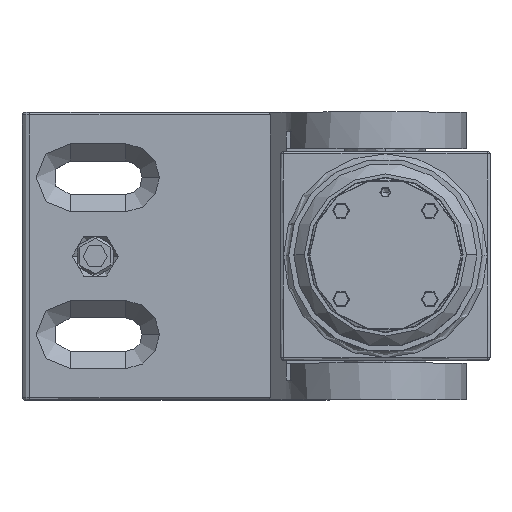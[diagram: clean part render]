
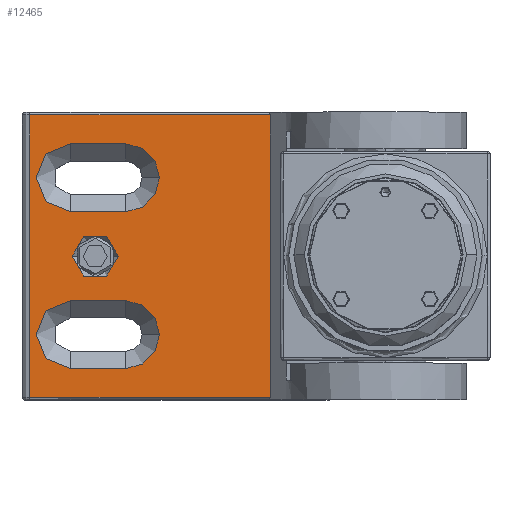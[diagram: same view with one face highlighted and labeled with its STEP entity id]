
A CAD part, top view. The second image highlights one B-rep face of the part: STEP entity #12465.
In plain terms, the highlighted planar face has unit normal (0, 0, 1).
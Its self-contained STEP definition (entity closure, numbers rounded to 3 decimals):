
#155 = VECTOR ( 'NONE', #17141, 1000. ) ;
#418 = DIRECTION ( 'NONE',  ( -1., 0., 0. ) ) ;
#442 = VECTOR ( 'NONE', #10035, 1000. ) ;
#497 = DIRECTION ( 'NONE',  ( 0., 0., 1. ) ) ;
#562 = EDGE_CURVE ( 'NONE', #4074, #21147, #13264, .T. ) ;
#733 = CARTESIAN_POINT ( 'NONE',  ( -33.3, 8.5, -17.5 ) ) ;
#1374 = DIRECTION ( 'NONE',  ( -1., 0., 0. ) ) ;
#1589 = VERTEX_POINT ( 'NONE', #13723 ) ;
#1772 = DIRECTION ( 'NONE',  ( -1., 0., 0. ) ) ;
#2069 = AXIS2_PLACEMENT_3D ( 'NONE', #24345, #24541, #10746 ) ;
#2431 = EDGE_CURVE ( 'NONE', #17679, #8910, #2700, .T. ) ;
#2700 = CIRCLE ( 'NONE', #8448, 4.4 ) ;
#2720 = CARTESIAN_POINT ( 'NONE',  ( -22.7, 15., -17.5 ) ) ;
#2894 = AXIS2_PLACEMENT_3D ( 'NONE', #13144, #10731, #12539 ) ;
#3474 = DIRECTION ( 'NONE',  ( 0., 0., -1. ) ) ;
#3624 = EDGE_CURVE ( 'NONE', #29874, #4126, #7365, .T. ) ;
#3662 = DIRECTION ( 'NONE',  ( 0., -1., 0. ) ) ;
#3752 = VERTEX_POINT ( 'NONE', #3930 ) ;
#3930 = CARTESIAN_POINT ( 'NONE',  ( -41., -27., -17.5 ) ) ;
#4074 = VERTEX_POINT ( 'NONE', #18340 ) ;
#4121 = AXIS2_PLACEMENT_3D ( 'NONE', #26651, #3474, #1374 ) ;
#4126 = VERTEX_POINT ( 'NONE', #13977 ) ;
#4745 = ORIENTED_EDGE ( 'NONE', *, *, #28867, .T. ) ;
#5410 = CARTESIAN_POINT ( 'NONE',  ( -22.7, -15., -17.5 ) ) ;
#5460 = CARTESIAN_POINT ( 'NONE',  ( 5., 27., -17.5 ) ) ;
#6213 = LINE ( 'NONE', #25971, #442 ) ;
#7046 = CARTESIAN_POINT ( 'NONE',  ( 5., -27., -17.5 ) ) ;
#7365 = CIRCLE ( 'NONE', #14860, 6.5 ) ;
#7700 = VERTEX_POINT ( 'NONE', #7046 ) ;
#7829 = DIRECTION ( 'NONE',  ( 0., 0., 1. ) ) ;
#8296 = CARTESIAN_POINT ( 'NONE',  ( -33.3, 21.5, -17.5 ) ) ;
#8448 = AXIS2_PLACEMENT_3D ( 'NONE', #21076, #21363, #418 ) ;
#8910 = VERTEX_POINT ( 'NONE', #11144 ) ;
#9122 = EDGE_CURVE ( 'NONE', #8910, #17679, #28598, .T. ) ;
#9190 = LINE ( 'NONE', #23660, #17547 ) ;
#9408 = CARTESIAN_POINT ( 'NONE',  ( -22.7, -21.5, -17.5 ) ) ;
#9497 = CARTESIAN_POINT ( 'NONE',  ( -33.3, -21.5, -17.5 ) ) ;
#10030 = VERTEX_POINT ( 'NONE', #5460 ) ;
#10035 = DIRECTION ( 'NONE',  ( 1., 0., 0. ) ) ;
#10132 = VECTOR ( 'NONE', #11729, 1000. ) ;
#10320 = ORIENTED_EDGE ( 'NONE', *, *, #13338, .F. ) ;
#10731 = DIRECTION ( 'NONE',  ( 0., 0., 1. ) ) ;
#10733 = AXIS2_PLACEMENT_3D ( 'NONE', #27053, #15543, #1772 ) ;
#10739 = ORIENTED_EDGE ( 'NONE', *, *, #18227, .F. ) ;
#10746 = DIRECTION ( 'NONE',  ( 1., 0., 0. ) ) ;
#11074 = EDGE_LOOP ( 'NONE', ( #17700, #16674, #21411, #24284, #29621 ) ) ;
#11144 = CARTESIAN_POINT ( 'NONE',  ( -32.9, 0., -17.5 ) ) ;
#11729 = DIRECTION ( 'NONE',  ( 1., 0., 0. ) ) ;
#11764 = DIRECTION ( 'NONE',  ( 1., 0., 0. ) ) ;
#11881 = ORIENTED_EDGE ( 'NONE', *, *, #18721, .F. ) ;
#11974 = ORIENTED_EDGE ( 'NONE', *, *, #23380, .T. ) ;
#12033 = CARTESIAN_POINT ( 'NONE',  ( -33.3, 15., -17.5 ) ) ;
#12465 = ADVANCED_FACE ( 'NONE', ( #26659, #27781, #26308, #12621 ), #24722, .F. ) ;
#12539 = DIRECTION ( 'NONE',  ( 1., 0., 0. ) ) ;
#12584 = ORIENTED_EDGE ( 'NONE', *, *, #2431, .T. ) ;
#12621 = FACE_BOUND ( 'NONE', #11074, .T. ) ;
#12720 = DIRECTION ( 'NONE',  ( 1., 0., 0. ) ) ;
#12756 = VECTOR ( 'NONE', #3662, 1000. ) ;
#12941 = CARTESIAN_POINT ( 'NONE',  ( -41., 27., -17.5 ) ) ;
#13144 = CARTESIAN_POINT ( 'NONE',  ( -22.7, 15., -17.5 ) ) ;
#13264 = CIRCLE ( 'NONE', #16780, 6.5 ) ;
#13338 = EDGE_CURVE ( 'NONE', #25455, #4074, #29197, .T. ) ;
#13434 = VERTEX_POINT ( 'NONE', #22071 ) ;
#13723 = CARTESIAN_POINT ( 'NONE',  ( -33.3, -21.5, -17.5 ) ) ;
#13891 = EDGE_LOOP ( 'NONE', ( #12584, #26339 ) ) ;
#13977 = CARTESIAN_POINT ( 'NONE',  ( -16.2, -15., -17.5 ) ) ;
#14103 = DIRECTION ( 'NONE',  ( 1., 0., 0. ) ) ;
#14113 = EDGE_CURVE ( 'NONE', #17148, #1589, #20522, .T. ) ;
#14283 = VERTEX_POINT ( 'NONE', #8296 ) ;
#14340 = DIRECTION ( 'NONE',  ( 0., 0., 1. ) ) ;
#14446 = DIRECTION ( 'NONE',  ( 1., 0., 0. ) ) ;
#14490 = DIRECTION ( 'NONE',  ( -1., 0., 0. ) ) ;
#14802 = CARTESIAN_POINT ( 'NONE',  ( 5., 27.5, -17.5 ) ) ;
#14860 = AXIS2_PLACEMENT_3D ( 'NONE', #5410, #7829, #23969 ) ;
#15330 = VERTEX_POINT ( 'NONE', #23594 ) ;
#15543 = DIRECTION ( 'NONE',  ( 0., 0., -1. ) ) ;
#15567 = ORIENTED_EDGE ( 'NONE', *, *, #562, .F. ) ;
#15853 = VECTOR ( 'NONE', #12720, 1000. ) ;
#16674 = ORIENTED_EDGE ( 'NONE', *, *, #22401, .T. ) ;
#16700 = CARTESIAN_POINT ( 'NONE',  ( -33.3, -15., -17.5 ) ) ;
#16780 = AXIS2_PLACEMENT_3D ( 'NONE', #2720, #497, #14103 ) ;
#16915 = ORIENTED_EDGE ( 'NONE', *, *, #25681, .F. ) ;
#17123 = LINE ( 'NONE', #14802, #155 ) ;
#17141 = DIRECTION ( 'NONE',  ( 0., -1., 0. ) ) ;
#17148 = VERTEX_POINT ( 'NONE', #19580 ) ;
#17547 = VECTOR ( 'NONE', #14490, 1000. ) ;
#17552 = EDGE_CURVE ( 'NONE', #10030, #18431, #9190, .T. ) ;
#17679 = VERTEX_POINT ( 'NONE', #22038 ) ;
#17700 = ORIENTED_EDGE ( 'NONE', *, *, #14113, .F. ) ;
#18227 = EDGE_CURVE ( 'NONE', #14283, #25455, #25050, .T. ) ;
#18340 = CARTESIAN_POINT ( 'NONE',  ( -22.7, 8.5, -17.5 ) ) ;
#18431 = VERTEX_POINT ( 'NONE', #12941 ) ;
#18641 = ORIENTED_EDGE ( 'NONE', *, *, #23727, .T. ) ;
#18721 = EDGE_CURVE ( 'NONE', #10030, #7700, #17123, .T. ) ;
#18825 = LINE ( 'NONE', #20933, #20978 ) ;
#19580 = CARTESIAN_POINT ( 'NONE',  ( -33.3, -8.5, -17.5 ) ) ;
#19590 = CARTESIAN_POINT ( 'NONE',  ( -41., 27.5, -17.5 ) ) ;
#20522 = CIRCLE ( 'NONE', #27151, 6.5 ) ;
#20933 = CARTESIAN_POINT ( 'NONE',  ( -33.3, 21.5, -17.5 ) ) ;
#20978 = VECTOR ( 'NONE', #11764, 1000. ) ;
#21076 = CARTESIAN_POINT ( 'NONE',  ( -28.5, 0., -17.5 ) ) ;
#21147 = VERTEX_POINT ( 'NONE', #29031 ) ;
#21363 = DIRECTION ( 'NONE',  ( 0., 0., -1. ) ) ;
#21411 = ORIENTED_EDGE ( 'NONE', *, *, #28995, .F. ) ;
#21933 = ORIENTED_EDGE ( 'NONE', *, *, #17552, .T. ) ;
#22038 = CARTESIAN_POINT ( 'NONE',  ( -24.1, 0., -17.5 ) ) ;
#22071 = CARTESIAN_POINT ( 'NONE',  ( -22.7, -8.5, -17.5 ) ) ;
#22401 = EDGE_CURVE ( 'NONE', #17148, #13434, #29701, .T. ) ;
#22459 = EDGE_LOOP ( 'NONE', ( #10739, #4745, #16915, #15567, #10320 ) ) ;
#23380 = EDGE_CURVE ( 'NONE', #18431, #3752, #24990, .T. ) ;
#23456 = LINE ( 'NONE', #9497, #10132 ) ;
#23594 = CARTESIAN_POINT ( 'NONE',  ( -22.7, 21.5, -17.5 ) ) ;
#23612 = DIRECTION ( 'NONE',  ( 0., 0., 1. ) ) ;
#23660 = CARTESIAN_POINT ( 'NONE',  ( -41., 27., -17.5 ) ) ;
#23727 = EDGE_CURVE ( 'NONE', #3752, #7700, #6213, .T. ) ;
#23834 = CIRCLE ( 'NONE', #2069, 6.5 ) ;
#23969 = DIRECTION ( 'NONE',  ( 1., 0., 0. ) ) ;
#24189 = CARTESIAN_POINT ( 'NONE',  ( -33.3, 8.5, -17.5 ) ) ;
#24284 = ORIENTED_EDGE ( 'NONE', *, *, #3624, .F. ) ;
#24345 = CARTESIAN_POINT ( 'NONE',  ( -22.7, -15., -17.5 ) ) ;
#24541 = DIRECTION ( 'NONE',  ( 0., 0., 1. ) ) ;
#24644 = VECTOR ( 'NONE', #27536, 1000. ) ;
#24722 = PLANE ( 'NONE',  #10733 ) ;
#24990 = LINE ( 'NONE', #19590, #12756 ) ;
#25050 = CIRCLE ( 'NONE', #25584, 6.5 ) ;
#25190 = CARTESIAN_POINT ( 'NONE',  ( -33.3, -8.5, -17.5 ) ) ;
#25296 = CIRCLE ( 'NONE', #2894, 6.5 ) ;
#25455 = VERTEX_POINT ( 'NONE', #733 ) ;
#25584 = AXIS2_PLACEMENT_3D ( 'NONE', #12033, #14340, #28158 ) ;
#25681 = EDGE_CURVE ( 'NONE', #21147, #15330, #25296, .T. ) ;
#25971 = CARTESIAN_POINT ( 'NONE',  ( -42.5, -27., -17.5 ) ) ;
#26308 = FACE_OUTER_BOUND ( 'NONE', #26718, .T. ) ;
#26339 = ORIENTED_EDGE ( 'NONE', *, *, #9122, .T. ) ;
#26651 = CARTESIAN_POINT ( 'NONE',  ( -28.5, 0., -17.5 ) ) ;
#26659 = FACE_BOUND ( 'NONE', #13891, .T. ) ;
#26718 = EDGE_LOOP ( 'NONE', ( #11974, #18641, #11881, #21933 ) ) ;
#27053 = CARTESIAN_POINT ( 'NONE',  ( -42.5, 27.5, -17.5 ) ) ;
#27151 = AXIS2_PLACEMENT_3D ( 'NONE', #16700, #23612, #14446 ) ;
#27536 = DIRECTION ( 'NONE',  ( 1., 0., 0. ) ) ;
#27781 = FACE_BOUND ( 'NONE', #22459, .T. ) ;
#28158 = DIRECTION ( 'NONE',  ( 1., 0., 0. ) ) ;
#28598 = CIRCLE ( 'NONE', #4121, 4.4 ) ;
#28867 = EDGE_CURVE ( 'NONE', #14283, #15330, #18825, .T. ) ;
#28995 = EDGE_CURVE ( 'NONE', #4126, #13434, #23834, .T. ) ;
#29031 = CARTESIAN_POINT ( 'NONE',  ( -16.2, 15., -17.5 ) ) ;
#29197 = LINE ( 'NONE', #24189, #15853 ) ;
#29204 = EDGE_CURVE ( 'NONE', #1589, #29874, #23456, .T. ) ;
#29621 = ORIENTED_EDGE ( 'NONE', *, *, #29204, .F. ) ;
#29701 = LINE ( 'NONE', #25190, #24644 ) ;
#29874 = VERTEX_POINT ( 'NONE', #9408 ) ;
